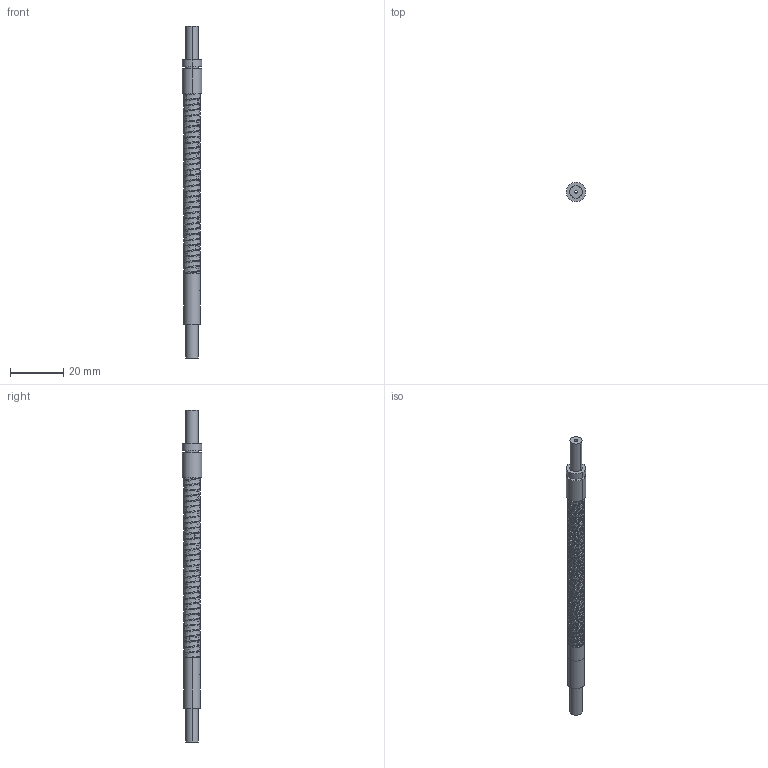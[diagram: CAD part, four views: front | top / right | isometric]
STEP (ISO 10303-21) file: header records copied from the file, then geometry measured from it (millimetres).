
FILE_DESCRIPTION((''),'2;1');
FILE_NAME('210948_ASM','2019-03-06T11:12:45',('pdmadmin'),('BANNER ENGINEERING'),'CREO PARAMETRIC BY PTC INC, 2018300','CREO PARAMETRIC BY PTC INC, 2018300','');
FILE_SCHEMA(('CONFIG_CONTROL_DESIGN'));
Length unit declared in the file: inch
Products named in the file (6): TERMINUS_-29_AF0; SS_TUBING_25_AF0; COLLAR_21874; PROBE_21874; 21874_ASM; 210948_ASM
Assembly tree (5 placements, depth 3):
  210948_ASM
    21874_ASM
      TERMINUS_-29_AF0
      SS_TUBING_25_AF0
      COLLAR_21874
      PROBE_21874
Bounding box: 7.37 x 7.37 x 124.9 mm (x, y, z)
Volume: 1426.5 mm3; surface area: 7057.3 mm2
Topology: 4 solids, 4 shells, 149 faces, 307 edges, 170 vertices
Faces by surface type: bspline 108, cylinder 24, plane 13, cone 4
Entity records: 29228 total; most frequent: CARTESIAN_POINT 26471, ORIENTED_EDGE 614, DIRECTION 355, EDGE_CURVE 307, VERTEX_POINT 170, EDGE_LOOP 159, FACE_OUTER_BOUND 149, ADVANCED_FACE 149
